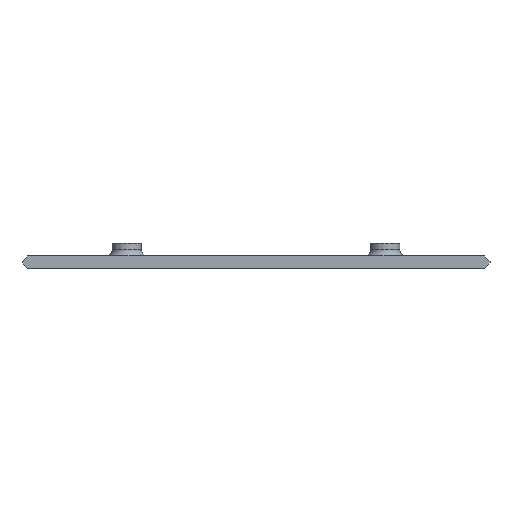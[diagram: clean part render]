
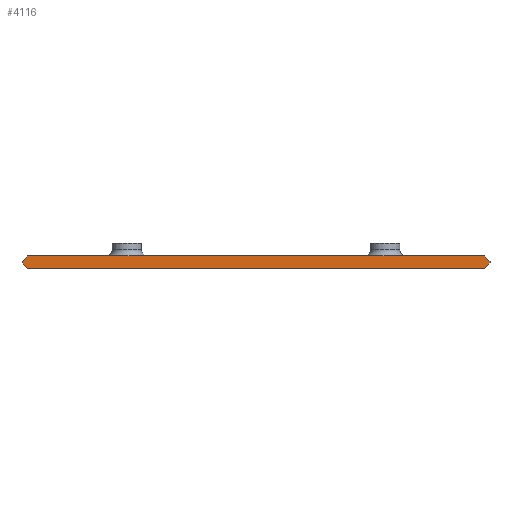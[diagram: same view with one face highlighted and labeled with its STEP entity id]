
A CAD part, front view. The second image highlights one B-rep face of the part: STEP entity #4116.
In plain terms, the highlighted planar face has unit normal (0, -1, 0).
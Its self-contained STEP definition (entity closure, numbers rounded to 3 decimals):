
#97=LINE('',#5402,#623);
#98=LINE('',#5408,#624);
#104=LINE('',#5427,#630);
#607=LINE('',#6522,#1133);
#610=LINE('',#6527,#1136);
#611=LINE('',#6529,#1137);
#616=LINE('',#6548,#1142);
#617=LINE('',#6550,#1143);
#618=LINE('',#6552,#1144);
#619=LINE('',#6553,#1145);
#623=VECTOR('',#4391,10.);
#624=VECTOR('',#4396,10.);
#630=VECTOR('',#4410,10.);
#1133=VECTOR('',#5329,10.);
#1136=VECTOR('',#5334,10.);
#1137=VECTOR('',#5337,10.);
#1142=VECTOR('',#5360,10.);
#1143=VECTOR('',#5361,10.);
#1144=VECTOR('',#5362,10.);
#1145=VECTOR('',#5363,10.);
#1324=PLANE('',#4367);
#1520=FACE_OUTER_BOUND('',#1751,.T.);
#1751=EDGE_LOOP('',(#3727,#3728,#3729,#3730,#3731,#3732,#3733,#3734,#3735,
#3736,#3737,#3738));
#1787=B_SPLINE_CURVE_WITH_KNOTS('',3,(#5388,#5389,#5390,#5391,#5392,#5393,
#5394,#5395,#5396,#5397),.UNSPECIFIED.,.F.,.F.,(4,2,2,2,4),(1.105,
1.153,1.267,1.38,1.428),
 .UNSPECIFIED.);
#1788=B_SPLINE_CURVE_WITH_KNOTS('',3,(#5769,#5770,#5771,#5772,#5773,#5774,
#5775,#5776,#5777,#5778),.UNSPECIFIED.,.F.,.F.,(4,2,2,2,4),(1.106,
1.154,1.268,1.382,1.429),
 .UNSPECIFIED.);
#1834=VERTEX_POINT('',#5385);
#1835=VERTEX_POINT('',#5387);
#1836=VERTEX_POINT('',#5401);
#1838=VERTEX_POINT('',#5405);
#1839=VERTEX_POINT('',#5407);
#1848=VERTEX_POINT('',#5425);
#2201=VERTEX_POINT('',#6519);
#2202=VERTEX_POINT('',#6521);
#2203=VERTEX_POINT('',#6525);
#2208=VERTEX_POINT('',#6547);
#2209=VERTEX_POINT('',#6549);
#2210=VERTEX_POINT('',#6551);
#2214=EDGE_CURVE('',#1835,#1834,#1787,.F.);
#2217=EDGE_CURVE('',#1836,#1835,#97,.T.);
#2220=EDGE_CURVE('',#1839,#1838,#98,.T.);
#2230=EDGE_CURVE('',#1834,#1848,#104,.T.);
#2401=EDGE_CURVE('',#1838,#1836,#1788,.F.);
#2761=EDGE_CURVE('',#2202,#2201,#607,.T.);
#2764=EDGE_CURVE('',#2201,#2203,#610,.T.);
#2765=EDGE_CURVE('',#2203,#1839,#611,.T.);
#2774=EDGE_CURVE('',#1848,#2208,#616,.T.);
#2775=EDGE_CURVE('',#2208,#2209,#617,.T.);
#2776=EDGE_CURVE('',#2209,#2210,#618,.T.);
#2777=EDGE_CURVE('',#2210,#2202,#619,.T.);
#3727=ORIENTED_EDGE('',*,*,#2220,.T.);
#3728=ORIENTED_EDGE('',*,*,#2401,.T.);
#3729=ORIENTED_EDGE('',*,*,#2217,.T.);
#3730=ORIENTED_EDGE('',*,*,#2214,.T.);
#3731=ORIENTED_EDGE('',*,*,#2230,.T.);
#3732=ORIENTED_EDGE('',*,*,#2774,.T.);
#3733=ORIENTED_EDGE('',*,*,#2775,.T.);
#3734=ORIENTED_EDGE('',*,*,#2776,.T.);
#3735=ORIENTED_EDGE('',*,*,#2777,.T.);
#3736=ORIENTED_EDGE('',*,*,#2761,.T.);
#3737=ORIENTED_EDGE('',*,*,#2764,.T.);
#3738=ORIENTED_EDGE('',*,*,#2765,.T.);
#4116=ADVANCED_FACE('',(#1520),#1324,.T.);
#4367=AXIS2_PLACEMENT_3D('',#6546,#5358,#5359);
#4391=DIRECTION('',(-1.,0.,0.));
#4396=DIRECTION('',(-1.,0.,0.));
#4410=DIRECTION('',(-1.,0.,0.));
#5329=DIRECTION('',(0.707,0.,0.707));
#5334=DIRECTION('',(0.,0.,1.));
#5337=DIRECTION('',(-0.707,0.,0.707));
#5358=DIRECTION('center_axis',(0.,-1.,0.));
#5359=DIRECTION('ref_axis',(0.,0.,-1.));
#5360=DIRECTION('',(-0.707,0.,-0.707));
#5361=DIRECTION('',(0.,0.,-1.));
#5362=DIRECTION('',(0.707,0.,-0.707));
#5363=DIRECTION('',(1.,0.,0.));
#5385=CARTESIAN_POINT('',(-42.723,-15.,2.));
#5387=CARTESIAN_POINT('',(-39.277,-15.,2.));
#5388=CARTESIAN_POINT('Ctrl Pts',(-42.723,-15.,2.));
#5389=CARTESIAN_POINT('Ctrl Pts',(-42.563,-15.,2.));
#5390=CARTESIAN_POINT('Ctrl Pts',(-42.371,-15.,2.002));
#5391=CARTESIAN_POINT('Ctrl Pts',(-41.833,-15.,2.007));
#5392=CARTESIAN_POINT('Ctrl Pts',(-41.379,-15.,2.013));
#5393=CARTESIAN_POINT('Ctrl Pts',(-40.621,-15.,2.013));
#5394=CARTESIAN_POINT('Ctrl Pts',(-40.167,-15.,2.007));
#5395=CARTESIAN_POINT('Ctrl Pts',(-39.629,-15.,2.002));
#5396=CARTESIAN_POINT('Ctrl Pts',(-39.437,-15.,2.));
#5397=CARTESIAN_POINT('Ctrl Pts',(-39.277,-15.,2.));
#5401=CARTESIAN_POINT('',(39.277,-15.,2.));
#5402=CARTESIAN_POINT('',(-72.5,-15.,2.));
#5405=CARTESIAN_POINT('',(42.723,-15.,2.));
#5407=CARTESIAN_POINT('',(72.5,-15.,2.));
#5408=CARTESIAN_POINT('',(-72.5,-15.,2.));
#5425=CARTESIAN_POINT('',(-72.5,-15.,2.));
#5427=CARTESIAN_POINT('',(-72.5,-15.,2.));
#5769=CARTESIAN_POINT('Ctrl Pts',(39.277,-15.,2.));
#5770=CARTESIAN_POINT('Ctrl Pts',(39.437,-15.,2.));
#5771=CARTESIAN_POINT('Ctrl Pts',(39.629,-15.,2.002));
#5772=CARTESIAN_POINT('Ctrl Pts',(40.167,-15.,2.007));
#5773=CARTESIAN_POINT('Ctrl Pts',(40.621,-15.,2.013));
#5774=CARTESIAN_POINT('Ctrl Pts',(41.379,-15.,2.013));
#5775=CARTESIAN_POINT('Ctrl Pts',(41.833,-15.,2.007));
#5776=CARTESIAN_POINT('Ctrl Pts',(42.371,-15.,2.002));
#5777=CARTESIAN_POINT('Ctrl Pts',(42.563,-15.,2.));
#5778=CARTESIAN_POINT('Ctrl Pts',(42.723,-15.,2.));
#6519=CARTESIAN_POINT('',(74.3,-15.,-0.2));
#6521=CARTESIAN_POINT('',(72.5,-15.,-2.));
#6522=CARTESIAN_POINT('',(74.3,-15.,-0.2));
#6525=CARTESIAN_POINT('',(74.3,-15.,0.2));
#6527=CARTESIAN_POINT('',(74.3,-15.,0.2));
#6529=CARTESIAN_POINT('',(72.5,-15.,2.));
#6546=CARTESIAN_POINT('Origin',(0.,-15.,0.));
#6547=CARTESIAN_POINT('',(-74.3,-15.,0.2));
#6548=CARTESIAN_POINT('',(-72.5,-15.,2.));
#6549=CARTESIAN_POINT('',(-74.3,-15.,-0.2));
#6550=CARTESIAN_POINT('',(-74.3,-15.,0.));
#6551=CARTESIAN_POINT('',(-72.5,-15.,-2.));
#6552=CARTESIAN_POINT('',(-74.3,-15.,-0.2));
#6553=CARTESIAN_POINT('',(72.5,-15.,-2.));
